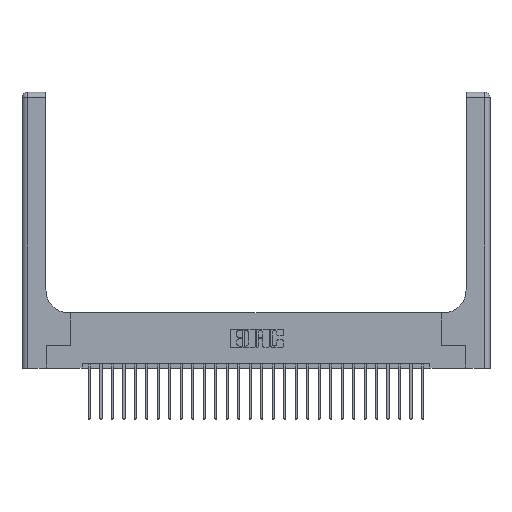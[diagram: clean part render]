
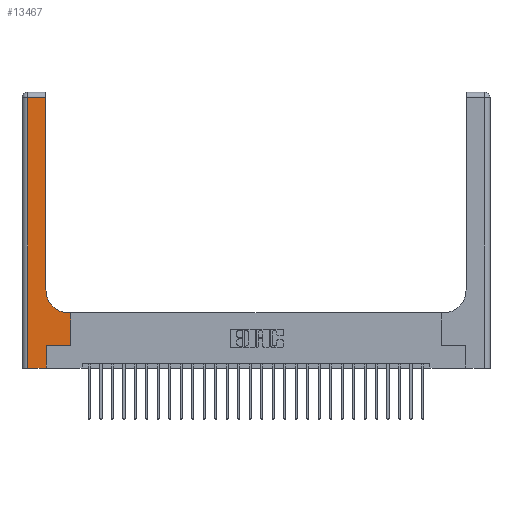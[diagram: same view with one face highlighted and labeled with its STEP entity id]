
A CAD part, top view. The second image highlights one B-rep face of the part: STEP entity #13467.
In plain terms, the highlighted planar face has unit normal (0, 0, 1).
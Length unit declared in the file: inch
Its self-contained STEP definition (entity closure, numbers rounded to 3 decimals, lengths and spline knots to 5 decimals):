
#631 = VERTEX_POINT ( 'NONE', #7632 ) ;
#661 = DIRECTION ( 'NONE',  ( 0., -1., 0. ) ) ;
#1168 = VECTOR ( 'NONE', #14839, 39.37008 ) ;
#1210 = VECTOR ( 'NONE', #12740, 39.37008 ) ;
#1769 = LINE ( 'NONE', #18067, #16636 ) ;
#1863 = DIRECTION ( 'NONE',  ( -1., 0., 0. ) ) ;
#1900 = DIRECTION ( 'NONE',  ( 1., 0., 0. ) ) ;
#3509 = AXIS2_PLACEMENT_3D ( 'NONE', #19148, #24733, #6115 ) ;
#3523 = LINE ( 'NONE', #21993, #20287 ) ;
#3744 = ORIENTED_EDGE ( 'NONE', *, *, #26294, .T. ) ;
#4694 = VECTOR ( 'NONE', #24582, 39.37008 ) ;
#5374 = ORIENTED_EDGE ( 'NONE', *, *, #25118, .T. ) ;
#6115 = DIRECTION ( 'NONE',  ( 1., 0., 0. ) ) ;
#6232 = LINE ( 'NONE', #18871, #9451 ) ;
#6753 = VERTEX_POINT ( 'NONE', #16885 ) ;
#7632 = CARTESIAN_POINT ( 'NONE',  ( 0.06, 2.94, 0.37 ) ) ;
#7820 = CARTESIAN_POINT ( 'NONE',  ( 0.265, 0.25, 0.37 ) ) ;
#7843 = DIRECTION ( 'NONE',  ( 0., 0., -1. ) ) ;
#7878 = DIRECTION ( 'NONE',  ( 0., 1., 0. ) ) ;
#7895 = ORIENTED_EDGE ( 'NONE', *, *, #8680, .T. ) ;
#8169 = EDGE_CURVE ( 'NONE', #14480, #18201, #23532, .T. ) ;
#8680 = EDGE_CURVE ( 'NONE', #20940, #16767, #3523, .T. ) ;
#8703 = EDGE_CURVE ( 'NONE', #23127, #631, #24448, .T. ) ;
#9051 = LINE ( 'NONE', #11218, #1210 ) ;
#9140 = CARTESIAN_POINT ( 'NONE',  ( 0.528, 0.6, 0.37 ) ) ;
#9451 = VECTOR ( 'NONE', #22793, 39.37008 ) ;
#9598 = FACE_OUTER_BOUND ( 'NONE', #21536, .T. ) ;
#9697 = ORIENTED_EDGE ( 'NONE', *, *, #8169, .T. ) ;
#10037 = CARTESIAN_POINT ( 'NONE',  ( 0., 2.94, 0.37 ) ) ;
#10493 = CARTESIAN_POINT ( 'NONE',  ( 0.26, 3., 0.37 ) ) ;
#11218 = CARTESIAN_POINT ( 'NONE',  ( 0.26, 0.6, 0.37 ) ) ;
#11537 = EDGE_CURVE ( 'NONE', #631, #6753, #19414, .T. ) ;
#12740 = DIRECTION ( 'NONE',  ( -1., 0., 0. ) ) ;
#13467 = ADVANCED_FACE ( 'NONE', ( #9598 ), #26460, .F. ) ;
#14480 = VERTEX_POINT ( 'NONE', #17607 ) ;
#14781 = ORIENTED_EDGE ( 'NONE', *, *, #8703, .T. ) ;
#14839 = DIRECTION ( 'NONE',  ( 0., 1., 0. ) ) ;
#15123 = ORIENTED_EDGE ( 'NONE', *, *, #24108, .T. ) ;
#15787 = VERTEX_POINT ( 'NONE', #22440 ) ;
#15978 = CARTESIAN_POINT ( 'NONE',  ( 0., 3., 0.37 ) ) ;
#16291 = EDGE_CURVE ( 'NONE', #15787, #26323, #19137, .T. ) ;
#16436 = CARTESIAN_POINT ( 'NONE',  ( 0.528, 0.25, 0.37 ) ) ;
#16636 = VECTOR ( 'NONE', #1900, 39.37008 ) ;
#16767 = VERTEX_POINT ( 'NONE', #9140 ) ;
#16878 = ORIENTED_EDGE ( 'NONE', *, *, #16291, .T. ) ;
#16885 = CARTESIAN_POINT ( 'NONE',  ( 0.06, 0., 0.37 ) ) ;
#17069 = CARTESIAN_POINT ( 'NONE',  ( 0.26, 0.85, 0.37 ) ) ;
#17107 = ORIENTED_EDGE ( 'NONE', *, *, #11537, .T. ) ;
#17277 = CARTESIAN_POINT ( 'NONE',  ( 0.265, 0., 0.37 ) ) ;
#17607 = CARTESIAN_POINT ( 'NONE',  ( 0.265, 0., 0.37 ) ) ;
#18067 = CARTESIAN_POINT ( 'NONE',  ( 0., 0., 0.37 ) ) ;
#18201 = VERTEX_POINT ( 'NONE', #7820 ) ;
#18622 = VECTOR ( 'NONE', #661, 39.37008 ) ;
#18684 = AXIS2_PLACEMENT_3D ( 'NONE', #15978, #7843, #1863 ) ;
#18871 = CARTESIAN_POINT ( 'NONE',  ( 0.265, 0.25, 0.37 ) ) ;
#19137 = CIRCLE ( 'NONE', #3509, 0.25 ) ;
#19148 = CARTESIAN_POINT ( 'NONE',  ( 0.51, 0.85, 0.37 ) ) ;
#19414 = LINE ( 'NONE', #19681, #18622 ) ;
#19518 = EDGE_CURVE ( 'NONE', #6753, #14480, #1769, .T. ) ;
#19681 = CARTESIAN_POINT ( 'NONE',  ( 0.06, 3., 0.37 ) ) ;
#20287 = VECTOR ( 'NONE', #7878, 39.37008 ) ;
#20940 = VERTEX_POINT ( 'NONE', #16436 ) ;
#21536 = EDGE_LOOP ( 'NONE', ( #15123, #14781, #17107, #23890, #9697, #3744, #7895, #5374, #16878 ) ) ;
#21993 = CARTESIAN_POINT ( 'NONE',  ( 0.528, 0.25, 0.37 ) ) ;
#22440 = CARTESIAN_POINT ( 'NONE',  ( 0.51, 0.6, 0.37 ) ) ;
#22793 = DIRECTION ( 'NONE',  ( 1., 0., 0. ) ) ;
#22855 = LINE ( 'NONE', #10493, #1168 ) ;
#23127 = VERTEX_POINT ( 'NONE', #26506 ) ;
#23532 = LINE ( 'NONE', #17277, #25514 ) ;
#23890 = ORIENTED_EDGE ( 'NONE', *, *, #19518, .T. ) ;
#24061 = DIRECTION ( 'NONE',  ( 0., 1., 0. ) ) ;
#24108 = EDGE_CURVE ( 'NONE', #26323, #23127, #22855, .T. ) ;
#24448 = LINE ( 'NONE', #10037, #4694 ) ;
#24582 = DIRECTION ( 'NONE',  ( -1., 0., 0. ) ) ;
#24733 = DIRECTION ( 'NONE',  ( 0., 0., -1. ) ) ;
#25118 = EDGE_CURVE ( 'NONE', #16767, #15787, #9051, .T. ) ;
#25514 = VECTOR ( 'NONE', #24061, 39.37008 ) ;
#26294 = EDGE_CURVE ( 'NONE', #18201, #20940, #6232, .T. ) ;
#26323 = VERTEX_POINT ( 'NONE', #17069 ) ;
#26460 = PLANE ( 'NONE',  #18684 ) ;
#26506 = CARTESIAN_POINT ( 'NONE',  ( 0.26, 2.94, 0.37 ) ) ;
